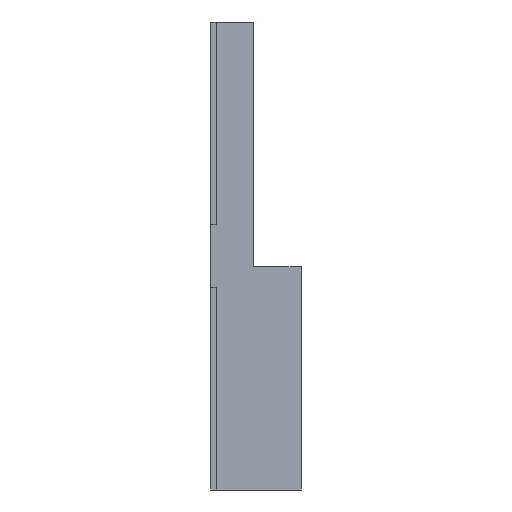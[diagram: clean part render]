
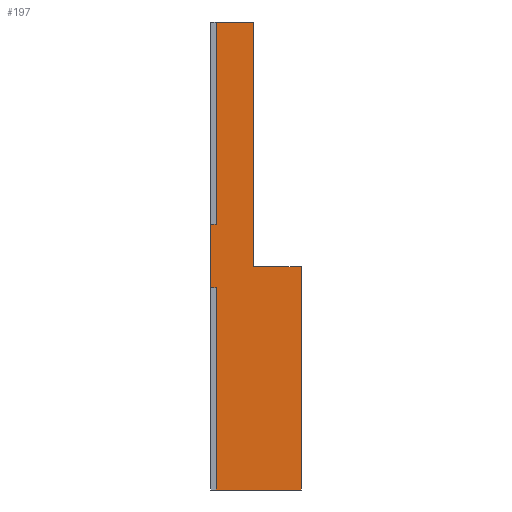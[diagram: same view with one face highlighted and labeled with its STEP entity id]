
A CAD part, left-side view. The second image highlights one B-rep face of the part: STEP entity #197.
In plain terms, the highlighted planar face has unit normal (-1, 0, 0).
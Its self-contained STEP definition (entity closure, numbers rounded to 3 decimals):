
#1 = PLANE ( 'NONE',  #34 ) ;
#6 = VERTEX_POINT ( 'NONE', #416 ) ;
#34 = AXIS2_PLACEMENT_3D ( 'NONE', #46, #437, #312 ) ;
#36 = CARTESIAN_POINT ( 'NONE',  ( 6., -3.5, 22. ) ) ;
#37 = EDGE_CURVE ( 'NONE', #221, #174, #113, .T. ) ;
#41 = VERTEX_POINT ( 'NONE', #162 ) ;
#46 = CARTESIAN_POINT ( 'NONE',  ( 6., 0., 22. ) ) ;
#50 = CARTESIAN_POINT ( 'NONE',  ( 6., 0., 22. ) ) ;
#51 = FACE_OUTER_BOUND ( 'NONE', #419, .T. ) ;
#53 = CARTESIAN_POINT ( 'NONE',  ( 6., 0., 22. ) ) ;
#55 = EDGE_CURVE ( 'NONE', #526, #250, #226, .T. ) ;
#58 = ORIENTED_EDGE ( 'NONE', *, *, #37, .F. ) ;
#80 = DIRECTION ( 'NONE',  ( 0., -1., 0. ) ) ;
#92 = VERTEX_POINT ( 'NONE', #262 ) ;
#94 = EDGE_CURVE ( 'NONE', #6, #477, #436, .T. ) ;
#95 = VERTEX_POINT ( 'NONE', #216 ) ;
#99 = CARTESIAN_POINT ( 'NONE',  ( 6., -3.5, 22. ) ) ;
#101 = VECTOR ( 'NONE', #442, 1000. ) ;
#106 = DIRECTION ( 'NONE',  ( 0., 1., 0. ) ) ;
#108 = CARTESIAN_POINT ( 'NONE',  ( 6., -8., 22. ) ) ;
#113 = LINE ( 'NONE', #334, #259 ) ;
#115 = ORIENTED_EDGE ( 'NONE', *, *, #428, .T. ) ;
#122 = VECTOR ( 'NONE', #433, 1000. ) ;
#134 = VECTOR ( 'NONE', #106, 1000. ) ;
#140 = DIRECTION ( 'NONE',  ( 0., 0., -1. ) ) ;
#143 = ORIENTED_EDGE ( 'NONE', *, *, #392, .F. ) ;
#162 = CARTESIAN_POINT ( 'NONE',  ( 6., 0.5, 3. ) ) ;
#172 = VECTOR ( 'NONE', #140, 1000. ) ;
#174 = VERTEX_POINT ( 'NONE', #180 ) ;
#180 = CARTESIAN_POINT ( 'NONE',  ( 6., 0.5, -3. ) ) ;
#189 = CARTESIAN_POINT ( 'NONE',  ( 6., 0., -1. ) ) ;
#197 = ADVANCED_FACE ( 'NONE', ( #51 ), #1, .F. ) ;
#201 = DIRECTION ( 'NONE',  ( 0., -1., 0. ) ) ;
#209 = VERTEX_POINT ( 'NONE', #50 ) ;
#215 = EDGE_CURVE ( 'NONE', #41, #174, #500, .T. ) ;
#216 = CARTESIAN_POINT ( 'NONE',  ( 6., -8., -1. ) ) ;
#221 = VERTEX_POINT ( 'NONE', #435 ) ;
#224 = DIRECTION ( 'NONE',  ( 0., 0., -1. ) ) ;
#226 = LINE ( 'NONE', #337, #366 ) ;
#243 = CARTESIAN_POINT ( 'NONE',  ( 6., 0., 22. ) ) ;
#245 = EDGE_CURVE ( 'NONE', #209, #92, #350, .T. ) ;
#249 = DIRECTION ( 'NONE',  ( 0., 1., 0. ) ) ;
#250 = VERTEX_POINT ( 'NONE', #266 ) ;
#259 = VECTOR ( 'NONE', #249, 1000. ) ;
#262 = CARTESIAN_POINT ( 'NONE',  ( 6., 0., 3. ) ) ;
#264 = LINE ( 'NONE', #53, #475 ) ;
#266 = CARTESIAN_POINT ( 'NONE',  ( 6., -8., -22. ) ) ;
#271 = ORIENTED_EDGE ( 'NONE', *, *, #245, .T. ) ;
#274 = DIRECTION ( 'NONE',  ( 0., 1., 0. ) ) ;
#280 = DIRECTION ( 'NONE',  ( 0., 0., -1. ) ) ;
#284 = ORIENTED_EDGE ( 'NONE', *, *, #503, .F. ) ;
#286 = CARTESIAN_POINT ( 'NONE',  ( 6., 0., -22. ) ) ;
#293 = ORIENTED_EDGE ( 'NONE', *, *, #378, .T. ) ;
#301 = LINE ( 'NONE', #108, #101 ) ;
#311 = VECTOR ( 'NONE', #201, 1000. ) ;
#312 = DIRECTION ( 'NONE',  ( 0., 0., -1. ) ) ;
#334 = CARTESIAN_POINT ( 'NONE',  ( 6., -8.001, -3. ) ) ;
#337 = CARTESIAN_POINT ( 'NONE',  ( 6., 0., -22. ) ) ;
#350 = LINE ( 'NONE', #441, #512 ) ;
#353 = LINE ( 'NONE', #243, #311 ) ;
#355 = CARTESIAN_POINT ( 'NONE',  ( 6., 0.5, -3. ) ) ;
#363 = CARTESIAN_POINT ( 'NONE',  ( 6., -8.001, 3. ) ) ;
#365 = LINE ( 'NONE', #189, #464 ) ;
#366 = VECTOR ( 'NONE', #80, 1000. ) ;
#378 = EDGE_CURVE ( 'NONE', #221, #526, #264, .T. ) ;
#385 = EDGE_CURVE ( 'NONE', #92, #41, #486, .T. ) ;
#392 = EDGE_CURVE ( 'NONE', #95, #250, #301, .T. ) ;
#399 = ORIENTED_EDGE ( 'NONE', *, *, #215, .T. ) ;
#416 = CARTESIAN_POINT ( 'NONE',  ( 6., -3.5, -1. ) ) ;
#419 = EDGE_LOOP ( 'NONE', ( #115, #539, #284, #271, #466, #399, #58, #293, #495, #143 ) ) ;
#428 = EDGE_CURVE ( 'NONE', #95, #6, #365, .T. ) ;
#433 = DIRECTION ( 'NONE',  ( 0., 0., 1. ) ) ;
#435 = CARTESIAN_POINT ( 'NONE',  ( 6., 0., -3. ) ) ;
#436 = LINE ( 'NONE', #36, #122 ) ;
#437 = DIRECTION ( 'NONE',  ( 1., 0., 0. ) ) ;
#441 = CARTESIAN_POINT ( 'NONE',  ( 6., 0., 22. ) ) ;
#442 = DIRECTION ( 'NONE',  ( 0., 0., -1. ) ) ;
#464 = VECTOR ( 'NONE', #274, 1000. ) ;
#466 = ORIENTED_EDGE ( 'NONE', *, *, #385, .T. ) ;
#475 = VECTOR ( 'NONE', #280, 1000. ) ;
#477 = VERTEX_POINT ( 'NONE', #99 ) ;
#486 = LINE ( 'NONE', #363, #134 ) ;
#495 = ORIENTED_EDGE ( 'NONE', *, *, #55, .T. ) ;
#500 = LINE ( 'NONE', #355, #172 ) ;
#503 = EDGE_CURVE ( 'NONE', #209, #477, #353, .T. ) ;
#512 = VECTOR ( 'NONE', #224, 1000. ) ;
#526 = VERTEX_POINT ( 'NONE', #286 ) ;
#539 = ORIENTED_EDGE ( 'NONE', *, *, #94, .T. ) ;
